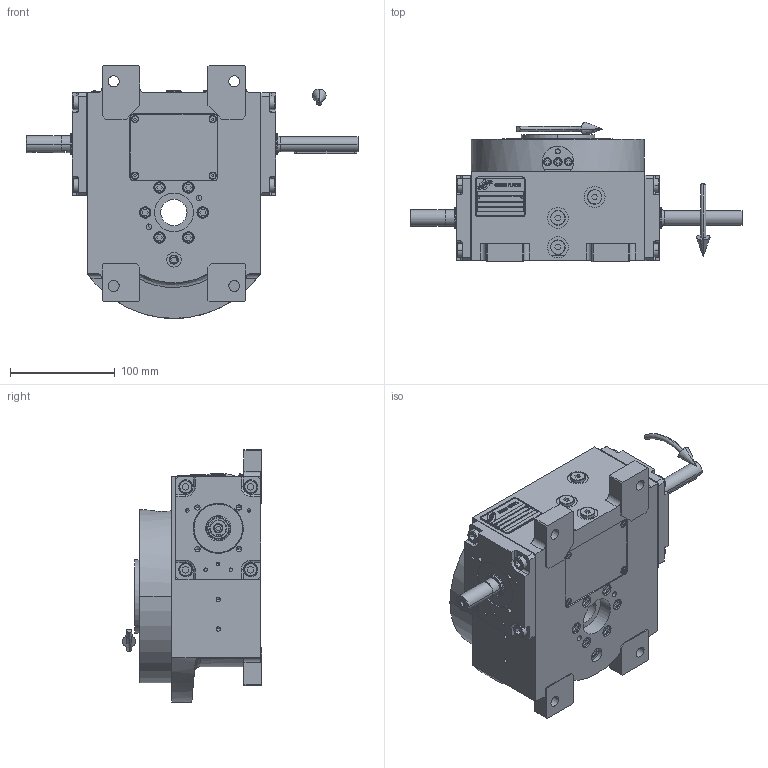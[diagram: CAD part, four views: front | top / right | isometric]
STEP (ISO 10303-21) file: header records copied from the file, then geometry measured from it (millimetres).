
FILE_DESCRIPTION (( 'STEP AP203' ), '1' );
FILE_NAME ('PC5101967.step', '2025-10-15T08:25:17', ( '' ), ( '' ), 'SwSTEP 2.0', 'SolidWorks 2020', '' );
FILE_SCHEMA (( 'CONFIG_CONTROL_DESIGN' ));
Length unit declared in the file: millimetre
Products named in the file (79): cfn2000_01_129; cfn2000_01_147; CFN2104_02_017.stp; CFN2010_02_002.stp; cfn2155_01_055; cfn2000_01_161; cfn2070_05_001; AS_rig04_015; CFN2356_03_051.stp; cfn2115_02_188; cfn2000_01_151; AS_rig04_071_6_m; rig04_004; AS_cfn2476_01_001_48x38; RIG06_021_AF0.stp; rig04_002_bl_009; RIG04_005_AF0.stp; olio_agip_blasia_150; cfn2003_01_063; AS_rig04_002_bl_009; freccia_angolare_albero; cfn2276_01_065; cfn2151_01_092; cfn2128_05_006; cfn2151_01_087; AS_rig04_004; rig04_007_master; CFN2010_01_006.stp; AS_rig04_014_s_001; cfn2107_01_001; CFN2203_02_001.stp; cfn2128_04_011; CFN2155_01_007.stp; 900_38_30_003; rig04_001_a_001; cfn2115_02_213; RIG04_005_ASM.stp; cfn2077_01_018; PC5101967; CFN2223_01-390X6-B.stp ...
Assembly tree (69 placements, depth 5):
  CFN2356_03_051.stp
  olio_agip_blasia_150
  cfn2276_01_065
  cfn2151_01_092
  cfn2151_01_087
Bounding box: 316.5 x 133 x 241 mm (x, y, z)
Volume: 1304242.9 mm3; surface area: 418655.8 mm2
Topology: 72 solids, 72 shells, 2080 faces, 5043 edges, 3224 vertices
Faces by surface type: plane 1073, cylinder 643, cone 343, torus 14, sphere 6, bspline 1
Entity records: 69069 total; most frequent: CARTESIAN_POINT 13058, DIRECTION 10122, ORIENTED_EDGE 9638, EDGE_CURVE 4819, AXIS2_PLACEMENT_3D 3482, VECTOR 3158, LINE 3158, VERTEX_POINT 3132
